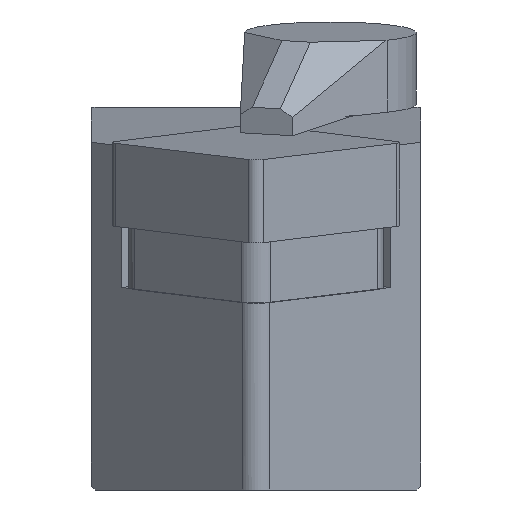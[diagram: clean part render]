
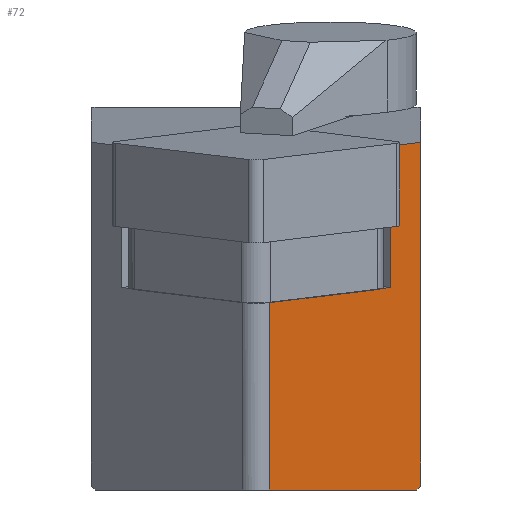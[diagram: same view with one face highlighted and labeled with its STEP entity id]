
A CAD part, left-side view. The second image highlights one B-rep face of the part: STEP entity #72.
In plain terms, the highlighted planar face has unit normal (-0.702, -0.707, -0.086).
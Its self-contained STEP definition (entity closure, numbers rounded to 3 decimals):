
#72=ADVANCED_FACE('',(#181),#135,.F.);
#135=PLANE('',#1147);
#181=FACE_OUTER_BOUND('',#245,.T.);
#245=EDGE_LOOP('',(#560,#561,#562,#563,#564,#565,#566,#567));
#307=LINE('',#1560,#426);
#311=LINE('',#1569,#430);
#318=LINE('',#1587,#437);
#319=LINE('',#1588,#438);
#320=LINE('',#1590,#439);
#321=LINE('',#1592,#440);
#322=LINE('',#1594,#441);
#323=LINE('',#1596,#442);
#426=VECTOR('',#1246,1.);
#430=VECTOR('',#1252,1.);
#437=VECTOR('',#1265,1.);
#438=VECTOR('',#1266,1.);
#439=VECTOR('',#1267,1.);
#440=VECTOR('',#1268,1.);
#441=VECTOR('',#1269,1.);
#442=VECTOR('',#1270,1.);
#560=ORIENTED_EDGE('',*,*,#970,.F.);
#561=ORIENTED_EDGE('',*,*,#957,.F.);
#562=ORIENTED_EDGE('',*,*,#971,.F.);
#563=ORIENTED_EDGE('',*,*,#972,.T.);
#564=ORIENTED_EDGE('',*,*,#973,.F.);
#565=ORIENTED_EDGE('',*,*,#974,.F.);
#566=ORIENTED_EDGE('',*,*,#975,.F.);
#567=ORIENTED_EDGE('',*,*,#961,.F.);
#858=VERTEX_POINT('',#1558);
#860=VERTEX_POINT('',#1561);
#863=VERTEX_POINT('',#1568);
#864=VERTEX_POINT('',#1570);
#872=VERTEX_POINT('',#1589);
#873=VERTEX_POINT('',#1591);
#874=VERTEX_POINT('',#1593);
#875=VERTEX_POINT('',#1595);
#957=EDGE_CURVE('',#858,#860,#307,.T.);
#961=EDGE_CURVE('',#863,#864,#311,.T.);
#970=EDGE_CURVE('',#860,#863,#318,.T.);
#971=EDGE_CURVE('',#872,#858,#319,.T.);
#972=EDGE_CURVE('',#872,#873,#320,.T.);
#973=EDGE_CURVE('',#874,#873,#321,.T.);
#974=EDGE_CURVE('',#875,#874,#322,.T.);
#975=EDGE_CURVE('',#864,#875,#323,.T.);
#1147=AXIS2_PLACEMENT_3D('',#1597,#1271,#1272);
#1246=DIRECTION('',(0.702,-0.707,0.086));
#1252=DIRECTION('',(0.702,-0.707,0.086));
#1265=DIRECTION('',(-0.122,0.,0.993));
#1266=DIRECTION('',(0.702,-0.707,0.086));
#1267=DIRECTION('',(0.122,0.,-0.993));
#1268=DIRECTION('',(-0.71,0.704,0.));
#1269=DIRECTION('',(-0.53,0.599,-0.599));
#1270=DIRECTION('',(0.122,0.,-0.993));
#1271=DIRECTION('',(0.702,0.707,0.086));
#1272=DIRECTION('',(-0.71,0.704,0.));
#1558=CARTESIAN_POINT('',(12.06,-22.099,-9.713));
#1560=CARTESIAN_POINT('',(14.94,-25.,-9.359));
#1561=CARTESIAN_POINT('',(12.639,-22.682,-9.641));
#1568=CARTESIAN_POINT('',(11.322,-22.682,1.088));
#1569=CARTESIAN_POINT('',(13.622,-25.,1.37));
#1570=CARTESIAN_POINT('',(13.622,-25.,1.37));
#1587=CARTESIAN_POINT('',(16.16,-22.682,-38.316));
#1588=CARTESIAN_POINT('',(14.94,-25.,-9.359));
#1589=CARTESIAN_POINT('',(3.516,-13.49,-10.762));
#1590=CARTESIAN_POINT('',(7.036,-13.49,-39.436));
#1591=CARTESIAN_POINT('',(5.264,-13.49,-25.));
#1592=CARTESIAN_POINT('',(17.667,-25.8,-25.));
#1593=CARTESIAN_POINT('',(16.558,-24.7,-25.));
#1594=CARTESIAN_POINT('',(13.045,-20.729,-28.971));
#1595=CARTESIAN_POINT('',(16.824,-25.,-24.7));
#1596=CARTESIAN_POINT('',(18.461,-25.,-38.034));
#1597=CARTESIAN_POINT('',(18.461,-25.,-38.034));
